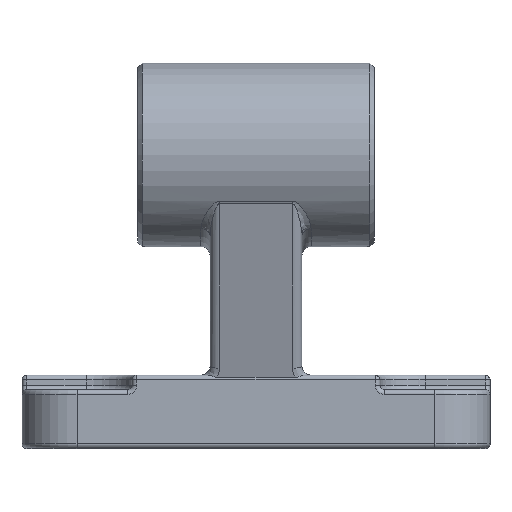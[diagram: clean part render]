
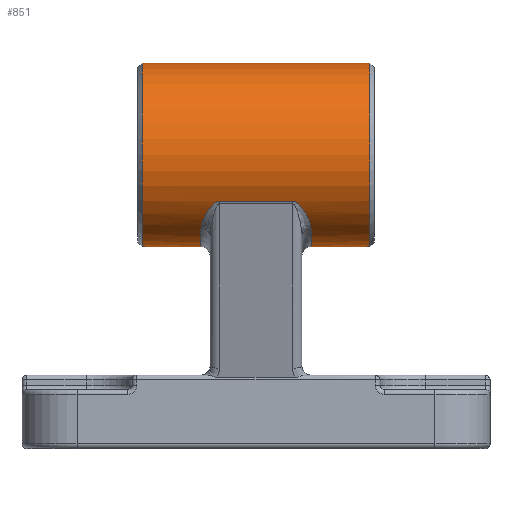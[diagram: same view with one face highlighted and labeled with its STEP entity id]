
A CAD part, top view. The second image highlights one B-rep face of the part: STEP entity #851.
In plain terms, the highlighted cylindrical face has radius 10 mm (diameter 20 mm), a full revolution.
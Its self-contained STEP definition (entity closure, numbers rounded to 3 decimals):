
#666=CARTESIAN_POINT('',(12.4,42.0,12.));
#667=VERTEX_POINT('',#666);
#668=CARTESIAN_POINT('',(12.4,32.0,12.));
#669=DIRECTION('',(1.0,0.0,0.0));
#670=DIRECTION('',(0.0,-1.0,0.0));
#671=AXIS2_PLACEMENT_3D('',#668,#669,#670);
#672=CIRCLE('',#671,10.0);
#673=EDGE_CURVE('',#667,#667,#672,.T.);
#678=CARTESIAN_POINT('',(0.0,32.0,12.));
#679=DIRECTION('',(1.0,0.0,0.0));
#680=DIRECTION('',(0.0,-1.0,0.0));
#681=AXIS2_PLACEMENT_3D('',#678,#679,#680);
#682=CYLINDRICAL_SURFACE('',#681,10.0);
#683=CARTESIAN_POINT('',(-12.4,42.0,12.0));
#684=VERTEX_POINT('',#683);
#685=CARTESIAN_POINT('',(-12.4,32.0,12.));
#686=DIRECTION('',(-1.0,0.0,0.0));
#687=DIRECTION('',(0.0,-1.0,0.0));
#688=AXIS2_PLACEMENT_3D('',#685,#686,#687);
#689=CIRCLE('',#688,10.0);
#690=EDGE_CURVE('',#684,#684,#689,.T.);
#691=ORIENTED_EDGE('',*,*,#690,.F.);
#692=EDGE_LOOP('',(#691));
#693=FACE_OUTER_BOUND('',#692,.T.);
#694=CARTESIAN_POINT('',(5.,32.023,2.));
#695=VERTEX_POINT('',#694);
#696=CARTESIAN_POINT('',(6.0,29.675,2.274));
#697=VERTEX_POINT('',#696);
#698=CARTESIAN_POINT('',(4.996,32.019,2.));
#699=CARTESIAN_POINT('',(5.268,31.773,2.));
#700=CARTESIAN_POINT('',(5.771,31.031,2.022));
#701=CARTESIAN_POINT('',(6.0,30.178,2.154));
#702=CARTESIAN_POINT('',(6.0,29.675,2.274));
#703=B_SPLINE_CURVE_WITH_KNOTS('',3,(#698,#699,#700,#701,#702),.UNSPECIFIED.,.F.,.U.,(4,1,4),(-0.284,-0.17,0.),.UNSPECIFIED.);
#704=EDGE_CURVE('',#695,#697,#703,.T.);
#705=ORIENTED_EDGE('',*,*,#704,.F.);
#706=CARTESIAN_POINT('',(4.811,32.177,2.002));
#707=VERTEX_POINT('',#706);
#708=CARTESIAN_POINT('',(4.808,32.172,2.002));
#709=CARTESIAN_POINT('',(4.873,32.125,2.001));
#710=CARTESIAN_POINT('',(4.936,32.073,2.));
#711=CARTESIAN_POINT('',(4.996,32.019,2.));
#712=CARTESIAN_POINT('',(4.996,32.019,2.));
#713=B_SPLINE_CURVE_WITH_KNOTS('',3,(#708,#709,#710,#711,#712),.UNSPECIFIED.,.F.,.U.,(4,1,4),(-0.309,-0.284,-0.284),.UNSPECIFIED.);
#714=EDGE_CURVE('',#707,#695,#713,.T.);
#715=ORIENTED_EDGE('',*,*,#714,.F.);
#716=CARTESIAN_POINT('',(4.0,32.462,2.011));
#717=VERTEX_POINT('',#716);
#718=CARTESIAN_POINT('',(4.,32.462,2.011));
#719=CARTESIAN_POINT('',(4.297,32.462,2.011));
#720=CARTESIAN_POINT('',(4.572,32.342,2.005));
#721=CARTESIAN_POINT('',(4.808,32.172,2.002));
#722=B_SPLINE_CURVE_WITH_KNOTS('',3,(#718,#719,#720,#721),.UNSPECIFIED.,.F.,.U.,(4,4),(-0.398,-0.309),.UNSPECIFIED.);
#723=EDGE_CURVE('',#717,#707,#722,.T.);
#724=ORIENTED_EDGE('',*,*,#723,.F.);
#725=CARTESIAN_POINT('',(-4.0,32.462,2.011));
#726=VERTEX_POINT('',#725);
#727=CARTESIAN_POINT('',(-4.0,32.462,2.011));
#728=DIRECTION('',(1.0,0.0,0.0));
#729=VECTOR('',#728,8.0);
#730=LINE('',#727,#729);
#731=EDGE_CURVE('',#726,#717,#730,.T.);
#732=ORIENTED_EDGE('',*,*,#731,.F.);
#733=CARTESIAN_POINT('',(-4.811,32.177,2.002));
#734=VERTEX_POINT('',#733);
#735=CARTESIAN_POINT('',(-4.809,32.174,2.002));
#736=CARTESIAN_POINT('',(-4.573,32.344,2.005));
#737=CARTESIAN_POINT('',(-4.296,32.462,2.011));
#738=CARTESIAN_POINT('',(-4.,32.462,2.011));
#739=B_SPLINE_CURVE_WITH_KNOTS('',3,(#735,#736,#737,#738),.UNSPECIFIED.,.F.,.U.,(4,4),(-0.089,0.),.UNSPECIFIED.);
#740=EDGE_CURVE('',#734,#726,#739,.T.);
#741=ORIENTED_EDGE('',*,*,#740,.F.);
#742=CARTESIAN_POINT('',(-5.,32.023,2.));
#743=VERTEX_POINT('',#742);
#744=CARTESIAN_POINT('',(-4.998,32.021,2.));
#745=CARTESIAN_POINT('',(-4.998,32.021,2.));
#746=CARTESIAN_POINT('',(-4.938,32.075,2.001));
#747=CARTESIAN_POINT('',(-4.875,32.127,2.001));
#748=CARTESIAN_POINT('',(-4.809,32.174,2.002));
#749=B_SPLINE_CURVE_WITH_KNOTS('',3,(#744,#745,#746,#747,#748),.UNSPECIFIED.,.F.,.U.,(4,1,4),(-0.114,-0.114,-0.089),.UNSPECIFIED.);
#750=EDGE_CURVE('',#743,#734,#749,.T.);
#751=ORIENTED_EDGE('',*,*,#750,.F.);
#752=CARTESIAN_POINT('',(-6.0,29.675,2.274));
#753=VERTEX_POINT('',#752);
#754=CARTESIAN_POINT('',(-6.,29.675,2.274));
#755=CARTESIAN_POINT('',(-6.,30.346,2.114));
#756=CARTESIAN_POINT('',(-5.711,31.213,2.009));
#757=CARTESIAN_POINT('',(-5.133,31.897,2.));
#758=CARTESIAN_POINT('',(-4.998,32.021,2.));
#759=B_SPLINE_CURVE_WITH_KNOTS('',3,(#754,#755,#756,#757,#758),.UNSPECIFIED.,.F.,.U.,(4,1,4),(-0.398,-0.171,-0.114),.UNSPECIFIED.);
#760=EDGE_CURVE('',#753,#743,#759,.T.);
#761=ORIENTED_EDGE('',*,*,#760,.F.);
#762=CARTESIAN_POINT('',(-6.0,23.947,17.929));
#763=VERTEX_POINT('',#762);
#764=CARTESIAN_POINT('',(-6.0,32.0,12.));
#765=DIRECTION('',(1.0,0.0,0.0));
#766=DIRECTION('',(0.0,-0.96,-0.279));
#767=AXIS2_PLACEMENT_3D('',#764,#765,#766);
#768=CIRCLE('',#767,10.0);
#769=EDGE_CURVE('',#763,#753,#768,.T.);
#770=ORIENTED_EDGE('',*,*,#769,.F.);
#771=CARTESIAN_POINT('',(-5.,26.238,20.173));
#772=VERTEX_POINT('',#771);
#773=CARTESIAN_POINT('',(-4.997,26.236,20.172));
#774=CARTESIAN_POINT('',(-5.009,26.22,20.16));
#775=CARTESIAN_POINT('',(-5.265,25.895,19.929));
#776=CARTESIAN_POINT('',(-5.755,25.079,19.277));
#777=CARTESIAN_POINT('',(-6.,24.338,18.46));
#778=CARTESIAN_POINT('',(-6.,23.947,17.929));
#779=B_SPLINE_CURVE_WITH_KNOTS('',3,(#773,#774,#775,#776,#777,#778),.UNSPECIFIED.,.F.,.U.,(4,1,1,4),(-0.37,-0.363,-0.218,0.0),.UNSPECIFIED.);
#780=EDGE_CURVE('',#772,#763,#779,.T.);
#781=ORIENTED_EDGE('',*,*,#780,.F.);
#782=CARTESIAN_POINT('',(-4.402,26.788,20.534));
#783=VERTEX_POINT('',#782);
#784=CARTESIAN_POINT('',(-4.401,26.787,20.533));
#785=CARTESIAN_POINT('',(-4.477,26.743,20.507));
#786=CARTESIAN_POINT('',(-4.711,26.57,20.4));
#787=CARTESIAN_POINT('',(-4.886,26.375,20.27));
#788=CARTESIAN_POINT('',(-4.997,26.236,20.172));
#789=B_SPLINE_CURVE_WITH_KNOTS('',3,(#784,#785,#786,#787,#788),.UNSPECIFIED.,.F.,.U.,(4,1,4),(-0.464,-0.435,-0.37),.UNSPECIFIED.);
#790=EDGE_CURVE('',#783,#772,#789,.T.);
#791=ORIENTED_EDGE('',*,*,#790,.F.);
#792=CARTESIAN_POINT('',(-4.0,26.903,20.603));
#793=VERTEX_POINT('',#792);
#794=CARTESIAN_POINT('',(-4.,26.903,20.603));
#795=CARTESIAN_POINT('',(-4.148,26.903,20.603));
#796=CARTESIAN_POINT('',(-4.281,26.855,20.575));
#797=CARTESIAN_POINT('',(-4.401,26.787,20.533));
#798=B_SPLINE_CURVE_WITH_KNOTS('',3,(#794,#795,#796,#797),.UNSPECIFIED.,.F.,.U.,(4,4),(-0.508,-0.464),.UNSPECIFIED.);
#799=EDGE_CURVE('',#793,#783,#798,.T.);
#800=ORIENTED_EDGE('',*,*,#799,.F.);
#801=CARTESIAN_POINT('',(4.0,26.903,20.603));
#802=VERTEX_POINT('',#801);
#803=CARTESIAN_POINT('',(4.0,26.903,20.603));
#804=DIRECTION('',(-1.0,0.0,0.0));
#805=VECTOR('',#804,8.0);
#806=LINE('',#803,#805);
#807=EDGE_CURVE('',#802,#793,#806,.T.);
#808=ORIENTED_EDGE('',*,*,#807,.F.);
#809=CARTESIAN_POINT('',(4.402,26.788,20.534));
#810=VERTEX_POINT('',#809);
#811=CARTESIAN_POINT('',(4.401,26.787,20.534));
#812=CARTESIAN_POINT('',(4.383,26.798,20.54));
#813=CARTESIAN_POINT('',(4.262,26.861,20.579));
#814=CARTESIAN_POINT('',(4.121,26.903,20.603));
#815=CARTESIAN_POINT('',(4.,26.903,20.603));
#816=B_SPLINE_CURVE_WITH_KNOTS('',3,(#811,#812,#813,#814,#815),.UNSPECIFIED.,.F.,.U.,(4,1,4),(-0.043,-0.036,0.0),.UNSPECIFIED.);
#817=EDGE_CURVE('',#810,#802,#816,.T.);
#818=ORIENTED_EDGE('',*,*,#817,.F.);
#819=CARTESIAN_POINT('',(5.,26.238,20.173));
#820=VERTEX_POINT('',#819);
#821=CARTESIAN_POINT('',(5.003,26.24,20.174));
#822=CARTESIAN_POINT('',(4.891,26.378,20.271));
#823=CARTESIAN_POINT('',(4.708,26.57,20.4));
#824=CARTESIAN_POINT('',(4.481,26.742,20.506));
#825=CARTESIAN_POINT('',(4.401,26.787,20.534));
#826=B_SPLINE_CURVE_WITH_KNOTS('',3,(#821,#822,#823,#824,#825),.UNSPECIFIED.,.F.,.U.,(4,1,4),(-0.138,-0.073,-0.043),.UNSPECIFIED.);
#827=EDGE_CURVE('',#820,#810,#826,.T.);
#828=ORIENTED_EDGE('',*,*,#827,.F.);
#829=CARTESIAN_POINT('',(6.0,23.947,17.929));
#830=VERTEX_POINT('',#829);
#831=CARTESIAN_POINT('',(5.99,23.947,17.929));
#832=CARTESIAN_POINT('',(5.992,24.468,18.637));
#833=CARTESIAN_POINT('',(5.672,25.248,19.439));
#834=CARTESIAN_POINT('',(5.138,26.068,20.053));
#835=CARTESIAN_POINT('',(5.,26.238,20.173));
#836=B_SPLINE_CURVE_WITH_KNOTS('',3,(#831,#832,#833,#834,#835),.UNSPECIFIED.,.F.,.U.,(4,1,4),(-0.509,-0.218,-0.138),.UNSPECIFIED.);
#837=EDGE_CURVE('',#830,#820,#836,.T.);
#838=ORIENTED_EDGE('',*,*,#837,.F.);
#839=CARTESIAN_POINT('',(6.0,32.0,12.));
#840=DIRECTION('',(-1.0,0.0,0.0));
#841=DIRECTION('',(0.0,-0.96,-0.279));
#842=AXIS2_PLACEMENT_3D('',#839,#840,#841);
#843=CIRCLE('',#842,10.0);
#844=EDGE_CURVE('',#697,#830,#843,.T.);
#845=ORIENTED_EDGE('',*,*,#844,.F.);
#846=EDGE_LOOP('',(#705,#715,#724,#732,#741,#751,#761,#770,#781,#791,#800,#808,#818,#828,#838,#845));
#847=FACE_BOUND('',#846,.T.);
#848=ORIENTED_EDGE('',*,*,#673,.F.);
#849=EDGE_LOOP('',(#848));
#850=FACE_BOUND('',#849,.T.);
#851=ADVANCED_FACE('',(#693,#847,#850),#682,.T.);
